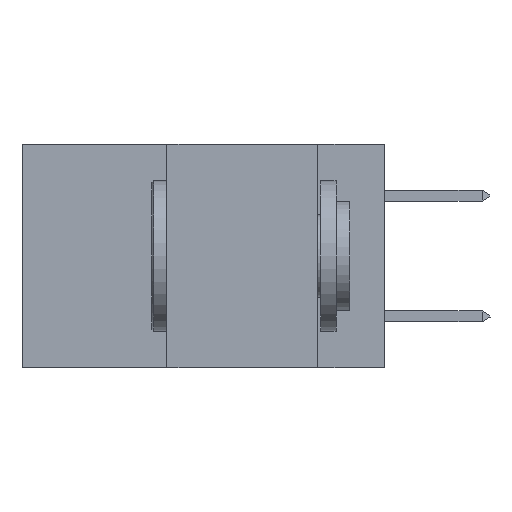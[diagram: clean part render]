
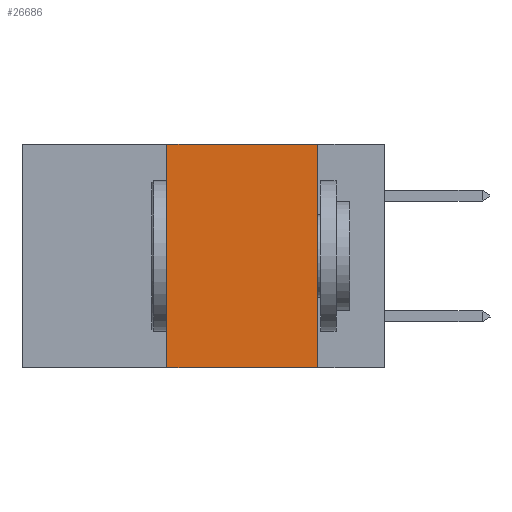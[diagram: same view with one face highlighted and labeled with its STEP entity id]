
A CAD part, left-side view. The second image highlights one B-rep face of the part: STEP entity #26686.
In plain terms, the highlighted planar face has unit normal (-1, 0, 0).
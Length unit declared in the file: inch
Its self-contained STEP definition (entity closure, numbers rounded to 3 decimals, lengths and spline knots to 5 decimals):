
#356 = EDGE_LOOP ( 'NONE', ( #8896, #18608, #19826, #20735 ) ) ;
#2074 = CARTESIAN_POINT ( 'NONE',  ( 0., 0.36, 0. ) ) ;
#2349 = VERTEX_POINT ( 'NONE', #25053 ) ;
#3312 = LINE ( 'NONE', #26788, #22133 ) ;
#3433 = DIRECTION ( 'NONE',  ( 0., -1., 0. ) ) ;
#4520 = VERTEX_POINT ( 'NONE', #26813 ) ;
#6134 = EDGE_CURVE ( 'NONE', #28577, #2349, #3312, .T. ) ;
#7135 = LINE ( 'NONE', #20446, #24082 ) ;
#8890 = DIRECTION ( 'NONE',  ( 0., 0., -1. ) ) ;
#8896 = ORIENTED_EDGE ( 'NONE', *, *, #26624, .F. ) ;
#11322 = CARTESIAN_POINT ( 'NONE',  ( 0., 0.6, 0. ) ) ;
#11357 = DIRECTION ( 'NONE',  ( 1., 0., 0. ) ) ;
#11978 = AXIS2_PLACEMENT_3D ( 'NONE', #16048, #11357, #8890 ) ;
#13524 = LINE ( 'NONE', #11322, #18506 ) ;
#15923 = CARTESIAN_POINT ( 'NONE',  ( 0., 0.36, -0.37 ) ) ;
#16048 = CARTESIAN_POINT ( 'NONE',  ( 0., 0.6, 0. ) ) ;
#18172 = VECTOR ( 'NONE', #21744, 39.37008 ) ;
#18506 = VECTOR ( 'NONE', #3433, 39.37008 ) ;
#18608 = ORIENTED_EDGE ( 'NONE', *, *, #25381, .F. ) ;
#19421 = FACE_OUTER_BOUND ( 'NONE', #356, .T. ) ;
#19826 = ORIENTED_EDGE ( 'NONE', *, *, #19868, .F. ) ;
#19868 = EDGE_CURVE ( 'NONE', #28577, #26522, #27295, .T. ) ;
#20346 = CARTESIAN_POINT ( 'NONE',  ( 0., 0.36, 0. ) ) ;
#20446 = CARTESIAN_POINT ( 'NONE',  ( 0., 0.11, 0. ) ) ;
#20735 = ORIENTED_EDGE ( 'NONE', *, *, #6134, .T. ) ;
#21744 = DIRECTION ( 'NONE',  ( 0., 0., 1. ) ) ;
#22133 = VECTOR ( 'NONE', #31772, 39.37008 ) ;
#24082 = VECTOR ( 'NONE', #27799, 39.37008 ) ;
#25053 = CARTESIAN_POINT ( 'NONE',  ( 0., 0.11, -0.37 ) ) ;
#25381 = EDGE_CURVE ( 'NONE', #26522, #4520, #13524, .T. ) ;
#26522 = VERTEX_POINT ( 'NONE', #20346 ) ;
#26624 = EDGE_CURVE ( 'NONE', #4520, #2349, #7135, .T. ) ;
#26686 = ADVANCED_FACE ( 'NONE', ( #19421 ), #31176, .F. ) ;
#26788 = CARTESIAN_POINT ( 'NONE',  ( 0., 0.6, -0.37 ) ) ;
#26813 = CARTESIAN_POINT ( 'NONE',  ( 0., 0.11, 0. ) ) ;
#27295 = LINE ( 'NONE', #2074, #18172 ) ;
#27799 = DIRECTION ( 'NONE',  ( 0., 0., -1. ) ) ;
#28577 = VERTEX_POINT ( 'NONE', #15923 ) ;
#31176 = PLANE ( 'NONE',  #11978 ) ;
#31772 = DIRECTION ( 'NONE',  ( 0., -1., 0. ) ) ;
